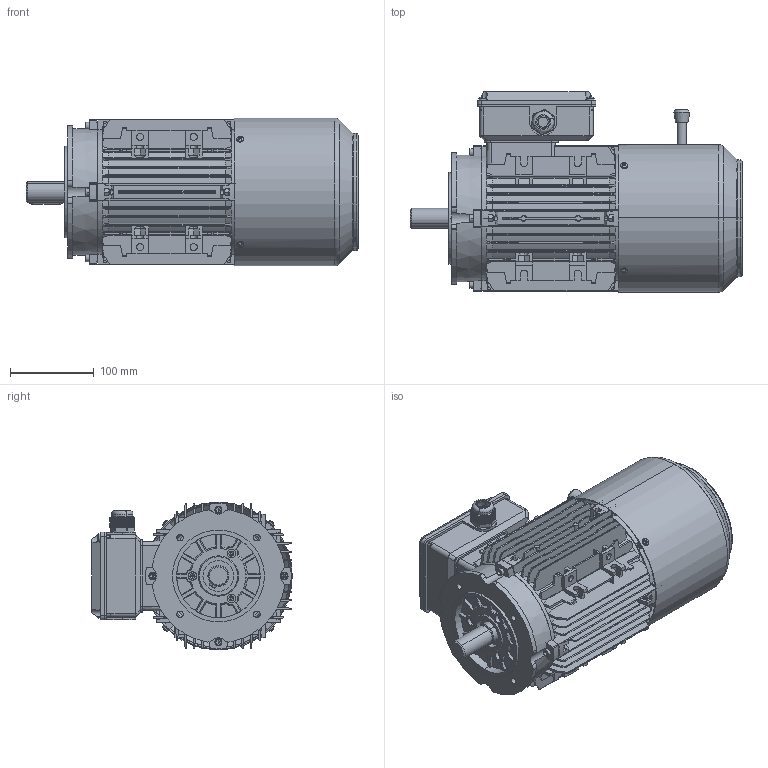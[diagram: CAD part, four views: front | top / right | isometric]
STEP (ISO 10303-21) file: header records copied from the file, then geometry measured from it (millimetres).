
FILE_DESCRIPTION (( 'STEP AP203' ), '1' );
FILE_NAME ('TB90L B14B(VIBO諉盄碟).STEP', '2021-11-29T02:21:48', ( '' ), ( '' ), 'SwSTEP 2.0', 'SolidWorks 2014', '' );
FILE_SCHEMA (( 'CONFIG_CONTROL_DESIGN' ));
Length unit declared in the file: millimetre
Products named in the file (17): VIBO80-100諉盄碟釱; T90L儂褲; 90怢宒瑞珔; TB90L B14B(VIBO諉盄碟); Hexagon nuts grade C GB_GB_FASTENER_NUT_SNC1 M5-N; Cross recessed thread forming screws GB_GB_CROSS_SCREWS_TYPE138 M5X12-N; TB90綴裔; VIBO80-100諉盄碟裔; TA90 B14B裔; 90秶雄ん; Hexagon socket head cap screws GB_GB_FASTENER_SCREWS_HSHCS M5X25-N; 80-100堤盄蹟杶; TB90L蛌粣; 80-90VIBO諉盄碟郪磁; Plain parallel keys_GB_CONNECTING_PIECE_KEYS_CSK 8X40; TB90瑞欶; Cross recessed thread forming screws GB_GB_CROSS_SCREWS_TYPE138 M4X12-N
Assembly tree (35 placements, depth 3):
  TB90L B14B(VIBO諉盄碟)
    T90L儂褲
    TA90 B14B裔
    Plain parallel keys_GB_CONNECTING_PIECE_KEYS_CSK 8X40
    Hexagon nuts grade C GB_GB_FASTENER_NUT_SNC1 M5-N  x8
    Hexagon socket head cap screws GB_GB_FASTENER_SCREWS_HSHCS M5X25-N  x8
    Cross recessed thread forming screws GB_GB_CROSS_SCREWS_TYPE138 M4X12-N  x4
    TB90綴裔
    TB90L蛌粣
    90怢宒瑞珔
    90秶雄ん
    TB90瑞欶
    80-90VIBO諉盄碟郪磁
      Cross recessed thread forming screws GB_GB_CROSS_SCREWS_TYPE138 M5X12-N  x3
      80-100堤盄蹟杶
      VIBO80-100諉盄碟釱
      VIBO80-100諉盄碟裔
Bounding box: 397 x 239.8 x 176.6 mm (x, y, z)
Volume: 2207146.2 mm3; surface area: 1048294.1 mm2
Topology: 39 solids, 39 shells, 3797 faces, 10217 edges, 6596 vertices
Faces by surface type: plane 2290, cylinder 1015, cone 253, torus 196, sphere 24, bspline 19
Entity records: 114766 total; most frequent: CARTESIAN_POINT 27536, ORIENTED_EDGE 18514, DIRECTION 16807, EDGE_CURVE 9257, VERTEX_POINT 6005, LINE 5663, VECTOR 5663, AXIS2_PLACEMENT_3D 5572
